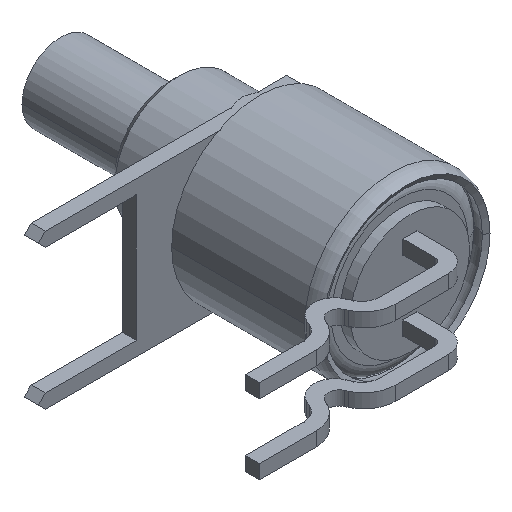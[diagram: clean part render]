
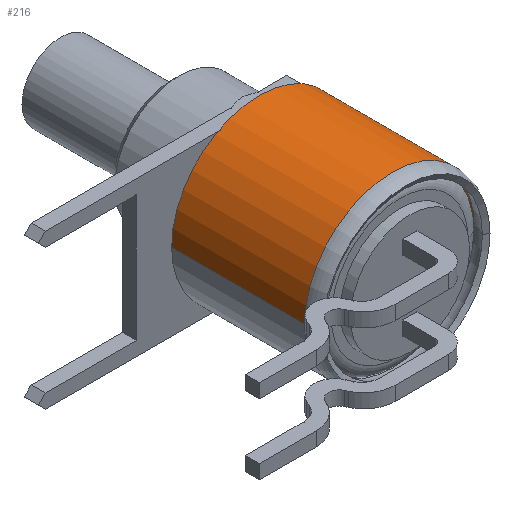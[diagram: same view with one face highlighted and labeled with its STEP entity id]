
A CAD part, isometric view. The second image highlights one B-rep face of the part: STEP entity #216.
In plain terms, the highlighted cylindrical face has radius 3.175 mm (diameter 6.35 mm), a partial arc.
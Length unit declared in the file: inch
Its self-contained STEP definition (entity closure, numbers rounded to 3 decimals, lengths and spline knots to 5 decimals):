
#1=DIRECTION('',(0.,-1.,0.));
#2=VECTOR('',#1,0.18975);
#3=CARTESIAN_POINT('',(0.125,0.215,0.));
#4=LINE('',#3,#2);
#5=CARTESIAN_POINT('',(0.,0.02525,0.));
#6=DIRECTION('',(0.,-1.,0.));
#7=DIRECTION('',(1.,0.,0.));
#8=AXIS2_PLACEMENT_3D('',#5,#6,#7);
#10=DIRECTION('',(0.,1.,0.));
#11=VECTOR('',#10,0.18975);
#12=CARTESIAN_POINT('',(-0.125,0.02525,0.));
#13=LINE('',#12,#11);
#19=CARTESIAN_POINT('',(0.,0.215,0.));
#20=DIRECTION('',(0.,-1.,0.));
#21=DIRECTION('',(1.,0.,0.));
#22=AXIS2_PLACEMENT_3D('',#19,#20,#21);
#181=CARTESIAN_POINT('',(0.125,0.215,0.));
#182=CARTESIAN_POINT('',(-0.125,0.215,0.));
#183=VERTEX_POINT('',#181);
#184=VERTEX_POINT('',#182);
#191=CARTESIAN_POINT('',(0.125,0.02525,0.));
#192=VERTEX_POINT('',#191);
#199=CARTESIAN_POINT('',(-0.125,0.02525,0.));
#200=VERTEX_POINT('',#199);
#201=CARTESIAN_POINT('',(0.,0.357,0.));
#202=DIRECTION('',(0.,-1.,0.));
#203=DIRECTION('',(-1.,0.,0.));
#204=AXIS2_PLACEMENT_3D('',#201,#202,#203);
#205=CYLINDRICAL_SURFACE('',#204,0.125);
#207=ORIENTED_EDGE('',*,*,#206,.T.);
#209=ORIENTED_EDGE('',*,*,#208,.T.);
#211=ORIENTED_EDGE('',*,*,#210,.T.);
#213=ORIENTED_EDGE('',*,*,#212,.F.);
#214=EDGE_LOOP('',(#207,#209,#211,#213));
#215=FACE_OUTER_BOUND('',#214,.F.);
#216=ADVANCED_FACE('',(#215),#205,.T.);
#9=CIRCLE('',#8,0.125);
#23=CIRCLE('',#22,0.125);
#206=EDGE_CURVE('',#183,#192,#4,.T.);
#208=EDGE_CURVE('',#192,#200,#9,.T.);
#210=EDGE_CURVE('',#200,#184,#13,.T.);
#212=EDGE_CURVE('',#183,#184,#23,.T.);
